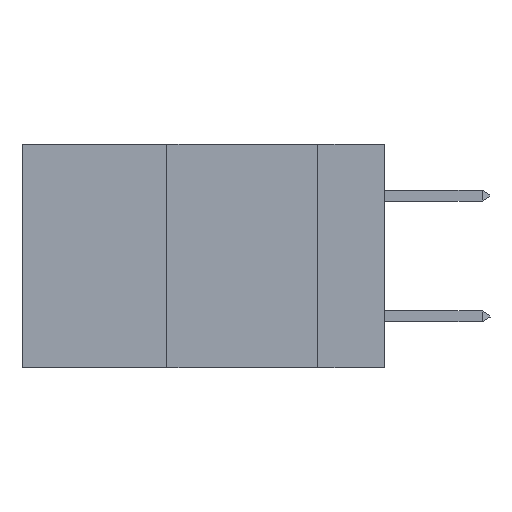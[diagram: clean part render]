
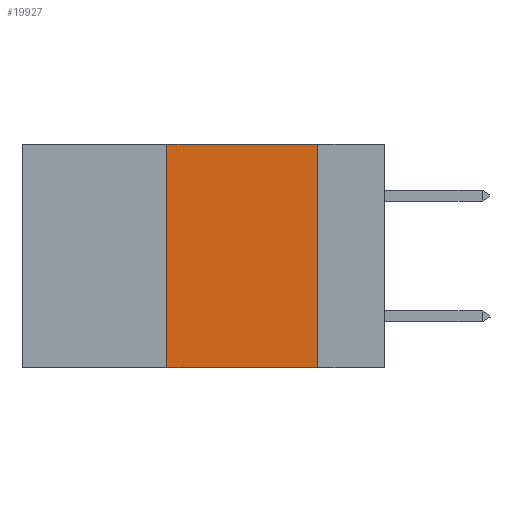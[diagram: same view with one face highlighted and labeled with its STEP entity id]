
A CAD part, left-side view. The second image highlights one B-rep face of the part: STEP entity #19927.
In plain terms, the highlighted planar face has unit normal (-1, 0, 0).
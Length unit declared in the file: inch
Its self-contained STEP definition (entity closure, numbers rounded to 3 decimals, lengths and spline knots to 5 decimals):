
#2457 = LINE ( 'NONE', #4641, #6376 ) ;
#4322 = AXIS2_PLACEMENT_3D ( 'NONE', #20603, #5230, #8546 ) ;
#4641 = CARTESIAN_POINT ( 'NONE',  ( 0., 0.6, 0. ) ) ;
#5190 = DIRECTION ( 'NONE',  ( 0., -1., 0. ) ) ;
#5230 = DIRECTION ( 'NONE',  ( 1., 0., 0. ) ) ;
#6376 = VECTOR ( 'NONE', #5190, 39.37008 ) ;
#6965 = ORIENTED_EDGE ( 'NONE', *, *, #17142, .F. ) ;
#7715 = LINE ( 'NONE', #30878, #12722 ) ;
#8546 = DIRECTION ( 'NONE',  ( 0., 0., -1. ) ) ;
#9337 = ORIENTED_EDGE ( 'NONE', *, *, #40606, .F. ) ;
#12233 = VERTEX_POINT ( 'NONE', #15718 ) ;
#12722 = VECTOR ( 'NONE', #30353, 39.37008 ) ;
#12735 = EDGE_LOOP ( 'NONE', ( #34501, #9337, #6965, #18088 ) ) ;
#15718 = CARTESIAN_POINT ( 'NONE',  ( 0., 0.36, -0.37 ) ) ;
#17014 = CARTESIAN_POINT ( 'NONE',  ( 0., 0.6, -0.37 ) ) ;
#17142 = EDGE_CURVE ( 'NONE', #12233, #23890, #28479, .T. ) ;
#18088 = ORIENTED_EDGE ( 'NONE', *, *, #19826, .T. ) ;
#18787 = LINE ( 'NONE', #17014, #33185 ) ;
#19826 = EDGE_CURVE ( 'NONE', #12233, #26563, #18787, .T. ) ;
#19927 = ADVANCED_FACE ( 'NONE', ( #23740 ), #30713, .F. ) ;
#20394 = CARTESIAN_POINT ( 'NONE',  ( 0., 0.11, 0. ) ) ;
#20603 = CARTESIAN_POINT ( 'NONE',  ( 0., 0.6, 0. ) ) ;
#21125 = CARTESIAN_POINT ( 'NONE',  ( 0., 0.36, 0. ) ) ;
#21587 = VERTEX_POINT ( 'NONE', #20394 ) ;
#22263 = EDGE_CURVE ( 'NONE', #21587, #26563, #7715, .T. ) ;
#23254 = DIRECTION ( 'NONE',  ( 0., -1., 0. ) ) ;
#23554 = CARTESIAN_POINT ( 'NONE',  ( 0., 0.11, -0.37 ) ) ;
#23740 = FACE_OUTER_BOUND ( 'NONE', #12735, .T. ) ;
#23890 = VERTEX_POINT ( 'NONE', #21125 ) ;
#26563 = VERTEX_POINT ( 'NONE', #23554 ) ;
#28479 = LINE ( 'NONE', #28754, #33925 ) ;
#28754 = CARTESIAN_POINT ( 'NONE',  ( 0., 0.36, 0. ) ) ;
#30353 = DIRECTION ( 'NONE',  ( 0., 0., -1. ) ) ;
#30713 = PLANE ( 'NONE',  #4322 ) ;
#30878 = CARTESIAN_POINT ( 'NONE',  ( 0., 0.11, 0. ) ) ;
#31946 = DIRECTION ( 'NONE',  ( 0., 0., 1. ) ) ;
#33185 = VECTOR ( 'NONE', #23254, 39.37008 ) ;
#33925 = VECTOR ( 'NONE', #31946, 39.37008 ) ;
#34501 = ORIENTED_EDGE ( 'NONE', *, *, #22263, .F. ) ;
#40606 = EDGE_CURVE ( 'NONE', #23890, #21587, #2457, .T. ) ;
